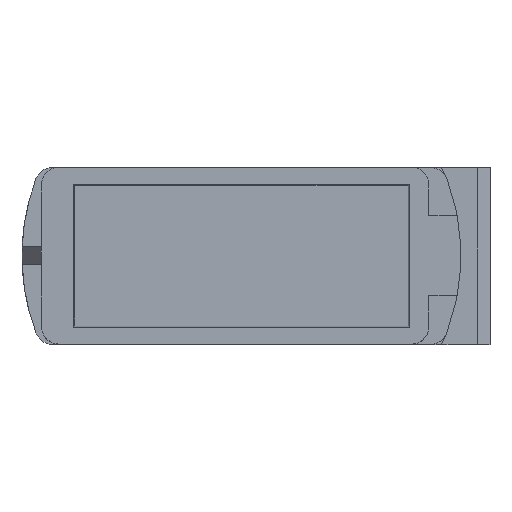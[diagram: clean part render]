
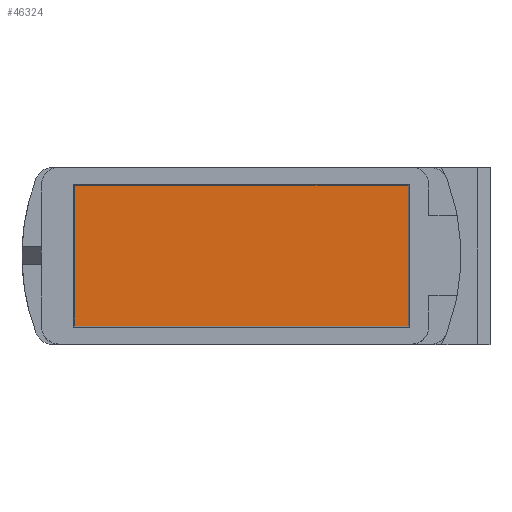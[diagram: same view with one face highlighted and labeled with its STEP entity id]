
A CAD part, top view. The second image highlights one B-rep face of the part: STEP entity #46324.
In plain terms, the highlighted planar face has unit normal (0, 0, 1).
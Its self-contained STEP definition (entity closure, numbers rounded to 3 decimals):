
#18381=DIRECTION('',(0.,-1.,0.));
#18382=VECTOR('',#18381,7.95);
#18383=CARTESIAN_POINT('',(-9.425,3.975,7.15));
#18384=LINE('',#18383,#18382);
#18385=DIRECTION('',(-1.,0.,0.));
#18386=VECTOR('',#18385,18.85);
#18387=CARTESIAN_POINT('',(9.425,3.975,7.15));
#18388=LINE('',#18387,#18386);
#18389=DIRECTION('',(0.,-1.,0.));
#18390=VECTOR('',#18389,7.95);
#18391=CARTESIAN_POINT('',(9.425,3.975,7.15));
#18392=LINE('',#18391,#18390);
#18393=DIRECTION('',(-1.,0.,0.));
#18394=VECTOR('',#18393,18.85);
#18395=CARTESIAN_POINT('',(9.425,-3.975,7.15));
#18396=LINE('',#18395,#18394);
#18491=CARTESIAN_POINT('',(-9.425,3.975,7.15));
#18492=CARTESIAN_POINT('',(-9.425,-3.975,7.15));
#18493=VERTEX_POINT('',#18491);
#18494=VERTEX_POINT('',#18492);
#18495=CARTESIAN_POINT('',(9.425,3.975,7.15));
#18496=CARTESIAN_POINT('',(9.425,-3.975,7.15));
#18497=VERTEX_POINT('',#18495);
#18498=VERTEX_POINT('',#18496);
#46313=CARTESIAN_POINT('',(0.,0.,7.15));
#46314=DIRECTION('',(0.,0.,1.));
#46315=DIRECTION('',(-1.,0.,0.));
#46316=AXIS2_PLACEMENT_3D('',#46313,#46314,#46315);
#46317=PLANE('',#46316);
#46318=ORIENTED_EDGE('',*,*,#46279,.F.);
#46319=ORIENTED_EDGE('',*,*,#46295,.F.);
#46320=ORIENTED_EDGE('',*,*,#46306,.T.);
#46321=ORIENTED_EDGE('',*,*,#46264,.T.);
#46322=EDGE_LOOP('',(#46318,#46319,#46320,#46321));
#46323=FACE_OUTER_BOUND('',#46322,.F.);
#46324=ADVANCED_FACE('',(#46323),#46317,.T.);
#46264=EDGE_CURVE('',#18498,#18494,#18396,.T.);
#46279=EDGE_CURVE('',#18493,#18494,#18384,.T.);
#46295=EDGE_CURVE('',#18497,#18493,#18388,.T.);
#46306=EDGE_CURVE('',#18497,#18498,#18392,.T.);
